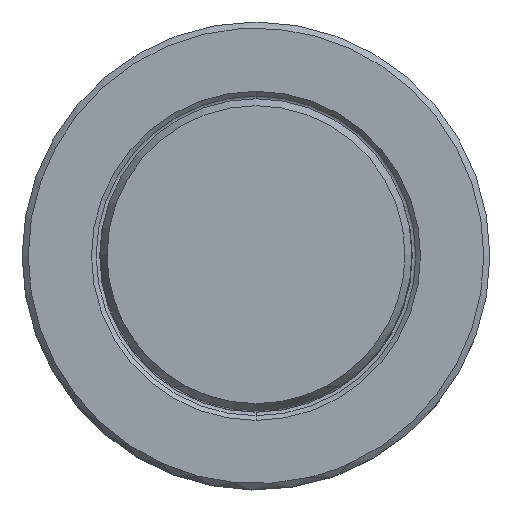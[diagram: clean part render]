
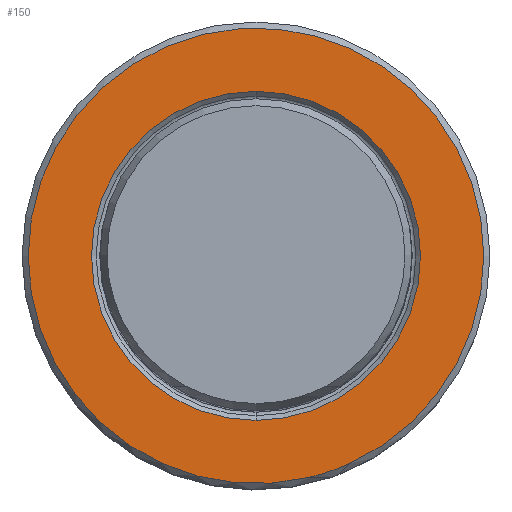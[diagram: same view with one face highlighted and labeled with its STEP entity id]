
A CAD part, top view. The second image highlights one B-rep face of the part: STEP entity #150.
In plain terms, the highlighted planar face has unit normal (0, 0, 1).
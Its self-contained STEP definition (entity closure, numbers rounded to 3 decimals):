
#30=FACE_BOUND('',#303,.T.);
#31=FACE_BOUND('',#304,.T.);
#42=PLANE('',#1312);
#150=ADVANCED_FACE('',(#30,#31),#42,.F.);
#303=EDGE_LOOP('',(#545,#546,#547,#548,#549));
#304=EDGE_LOOP('',(#550,#551));
#545=ORIENTED_EDGE('',*,*,#811,.F.);
#546=ORIENTED_EDGE('',*,*,#812,.F.);
#547=ORIENTED_EDGE('',*,*,#813,.F.);
#548=ORIENTED_EDGE('',*,*,#814,.F.);
#549=ORIENTED_EDGE('',*,*,#815,.F.);
#550=ORIENTED_EDGE('',*,*,#810,.F.);
#551=ORIENTED_EDGE('',*,*,#816,.F.);
#674=VERTEX_POINT('',#2519);
#675=VERTEX_POINT('',#2521);
#676=VERTEX_POINT('',#2525);
#677=VERTEX_POINT('',#2526);
#678=VERTEX_POINT('',#2528);
#679=VERTEX_POINT('',#2530);
#680=VERTEX_POINT('',#2532);
#810=EDGE_CURVE('',#675,#674,#964,.T.);
#811=EDGE_CURVE('',#676,#677,#965,.T.);
#812=EDGE_CURVE('',#678,#676,#966,.T.);
#813=EDGE_CURVE('',#679,#678,#967,.T.);
#814=EDGE_CURVE('',#680,#679,#968,.T.);
#815=EDGE_CURVE('',#677,#680,#969,.T.);
#816=EDGE_CURVE('',#674,#675,#970,.T.);
#964=CIRCLE('',#1304,13.4);
#965=CIRCLE('',#1306,18.55);
#966=CIRCLE('',#1307,18.55);
#967=CIRCLE('',#1308,18.55);
#968=CIRCLE('',#1309,18.55);
#969=CIRCLE('',#1310,18.55);
#970=CIRCLE('',#1311,13.4);
#1304=AXIS2_PLACEMENT_3D('',#2522,#1631,#1632);
#1306=AXIS2_PLACEMENT_3D('',#2524,#1635,#1636);
#1307=AXIS2_PLACEMENT_3D('',#2527,#1637,#1638);
#1308=AXIS2_PLACEMENT_3D('',#2529,#1639,#1640);
#1309=AXIS2_PLACEMENT_3D('',#2531,#1641,#1642);
#1310=AXIS2_PLACEMENT_3D('',#2533,#1643,#1644);
#1311=AXIS2_PLACEMENT_3D('',#2534,#1645,#1646);
#1312=AXIS2_PLACEMENT_3D('',#2535,#1647,#1648);
#1631=DIRECTION('',(0.,0.,1.));
#1632=DIRECTION('',(0.,1.,0.));
#1635=DIRECTION('',(0.,0.,-1.));
#1636=DIRECTION('',(1.,0.,0.));
#1637=DIRECTION('',(0.,0.,-1.));
#1638=DIRECTION('',(-0.231,0.973,0.));
#1639=DIRECTION('',(0.,0.,-1.));
#1640=DIRECTION('',(-1.,0.,0.));
#1641=DIRECTION('',(0.,0.,-1.));
#1642=DIRECTION('',(0.231,-0.973,0.));
#1643=DIRECTION('',(0.,0.,-1.));
#1644=DIRECTION('',(0.411,-0.912,0.));
#1645=DIRECTION('',(0.,0.,1.));
#1646=DIRECTION('',(0.,-1.,0.));
#1647=DIRECTION('',(0.,0.,-1.));
#1648=DIRECTION('',(0.,-1.,0.));
#2519=CARTESIAN_POINT('',(0.,-13.4,0.));
#2521=CARTESIAN_POINT('',(0.,13.4,0.));
#2522=CARTESIAN_POINT('',(0.,0.,0.));
#2524=CARTESIAN_POINT('',(0.,0.,0.));
#2525=CARTESIAN_POINT('',(18.55,0.,0.));
#2526=CARTESIAN_POINT('',(7.616,-16.914,0.));
#2527=CARTESIAN_POINT('',(0.,0.,0.));
#2528=CARTESIAN_POINT('',(-4.278,18.05,0.));
#2529=CARTESIAN_POINT('',(0.,0.,0.));
#2530=CARTESIAN_POINT('',(-18.55,0.,0.));
#2531=CARTESIAN_POINT('',(0.,0.,0.));
#2532=CARTESIAN_POINT('',(4.277,-18.05,0.));
#2533=CARTESIAN_POINT('',(0.,0.,0.));
#2534=CARTESIAN_POINT('',(0.,0.,0.));
#2535=CARTESIAN_POINT('',(0.,0.,0.));
